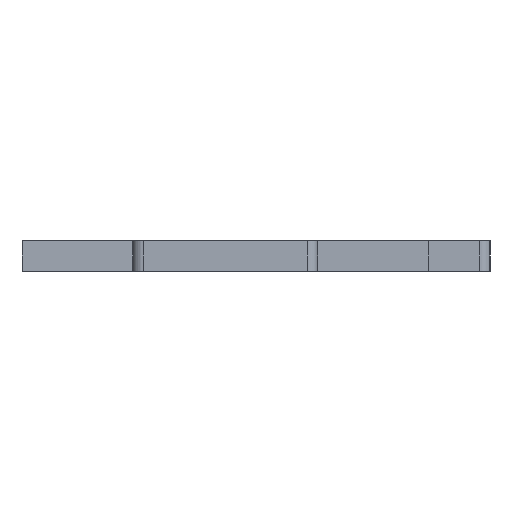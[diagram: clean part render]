
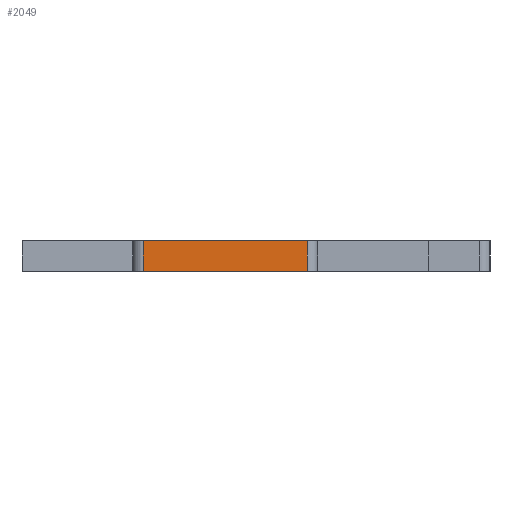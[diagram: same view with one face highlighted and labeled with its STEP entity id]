
A CAD part, left-side view. The second image highlights one B-rep face of the part: STEP entity #2049.
In plain terms, the highlighted planar face has unit normal (-1, 0, 0).
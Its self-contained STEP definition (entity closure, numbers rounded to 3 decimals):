
#242=FACE_OUTER_BOUND('',#344,.T.);
#344=EDGE_LOOP('',(#1636,#1637,#1638,#1639));
#552=LINE('',#3358,#766);
#553=LINE('',#3361,#767);
#554=LINE('',#3363,#768);
#555=LINE('',#3364,#769);
#766=VECTOR('',#2757,10.);
#767=VECTOR('',#2760,10.);
#768=VECTOR('',#2761,10.);
#769=VECTOR('',#2762,10.);
#972=VERTEX_POINT('',#3354);
#973=VERTEX_POINT('',#3356);
#974=VERTEX_POINT('',#3360);
#975=VERTEX_POINT('',#3362);
#1254=EDGE_CURVE('',#972,#973,#552,.T.);
#1255=EDGE_CURVE('',#972,#974,#553,.T.);
#1256=EDGE_CURVE('',#975,#973,#554,.T.);
#1257=EDGE_CURVE('',#974,#975,#555,.T.);
#1636=ORIENTED_EDGE('',*,*,#1255,.F.);
#1637=ORIENTED_EDGE('',*,*,#1254,.T.);
#1638=ORIENTED_EDGE('',*,*,#1256,.F.);
#1639=ORIENTED_EDGE('',*,*,#1257,.F.);
#1953=PLANE('',#2239);
#2049=ADVANCED_FACE('',(#242),#1953,.T.);
#2239=AXIS2_PLACEMENT_3D('',#3359,#2758,#2759);
#2757=DIRECTION('',(0.,0.,-1.));
#2758=DIRECTION('center_axis',(-1.,0.,0.));
#2759=DIRECTION('ref_axis',(0.,1.,0.));
#2760=DIRECTION('',(0.,-1.,0.));
#2761=DIRECTION('',(0.,1.,0.));
#2762=DIRECTION('',(0.,0.,-1.));
#3354=CARTESIAN_POINT('',(-2.994,-71.766,5.));
#3356=CARTESIAN_POINT('',(-2.994,-71.766,3.5));
#3358=CARTESIAN_POINT('',(-2.994,-71.766,5.));
#3359=CARTESIAN_POINT('Origin',(-2.994,-79.766,5.));
#3360=CARTESIAN_POINT('',(-2.994,-79.766,5.));
#3361=CARTESIAN_POINT('',(-2.994,-71.766,5.));
#3362=CARTESIAN_POINT('',(-2.994,-79.766,3.5));
#3363=CARTESIAN_POINT('',(-2.994,-71.766,3.5));
#3364=CARTESIAN_POINT('',(-2.994,-79.766,5.));
